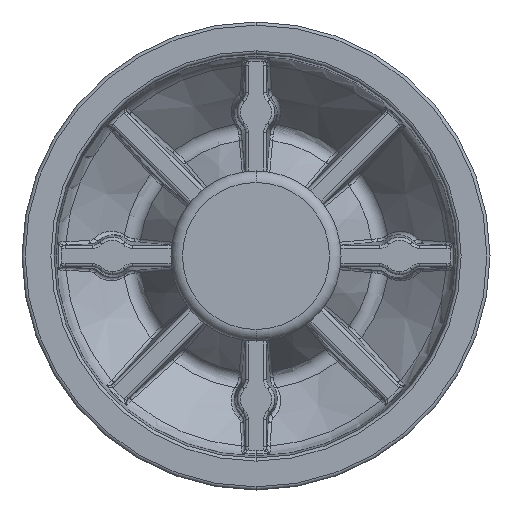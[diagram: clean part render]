
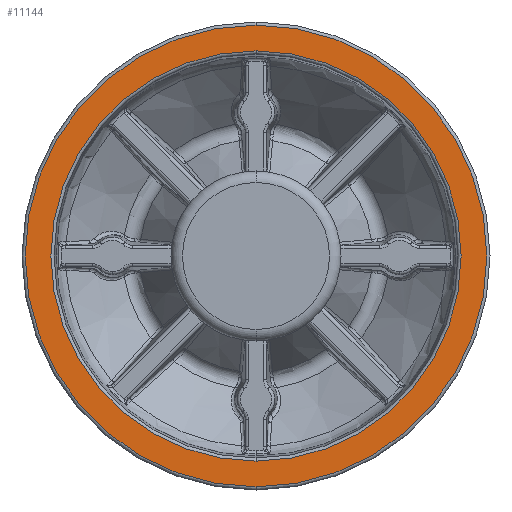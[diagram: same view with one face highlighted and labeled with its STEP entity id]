
A CAD part, front view. The second image highlights one B-rep face of the part: STEP entity #11144.
In plain terms, the highlighted planar face has unit normal (0, -1, 0).
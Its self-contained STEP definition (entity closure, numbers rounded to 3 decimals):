
#131 = CARTESIAN_POINT ( 'NONE',  ( 0., -1., 19.285 ) ) ;
#498 = CARTESIAN_POINT ( 'NONE',  ( -22., -1., 0. ) ) ;
#600 = DIRECTION ( 'NONE',  ( 0., 0., -1. ) ) ;
#643 = EDGE_CURVE ( 'NONE', #10136, #1081, #3277, .T. ) ;
#1081 = VERTEX_POINT ( 'NONE', #13604 ) ;
#1102 = CARTESIAN_POINT ( 'NONE',  ( 0., -1., -19.285 ) ) ;
#1652 = CARTESIAN_POINT ( 'NONE',  ( 0., -1., 0. ) ) ;
#2788 = DIRECTION ( 'NONE',  ( 0., 0., -1. ) ) ;
#3052 = FACE_OUTER_BOUND ( 'NONE', #6322, .T. ) ;
#3277 = CIRCLE ( 'NONE', #3825, 21.7 ) ;
#3594 = CARTESIAN_POINT ( 'NONE',  ( 0., -1., 0. ) ) ;
#3825 = AXIS2_PLACEMENT_3D ( 'NONE', #1652, #9430, #2788 ) ;
#3881 = CIRCLE ( 'NONE', #5359, 19.285 ) ;
#3904 = AXIS2_PLACEMENT_3D ( 'NONE', #3594, #11360, #4704 ) ;
#4132 = AXIS2_PLACEMENT_3D ( 'NONE', #498, #7272, #600 ) ;
#4704 = DIRECTION ( 'NONE',  ( 0., 0., -1. ) ) ;
#4868 = CARTESIAN_POINT ( 'NONE',  ( 0., -1., 0. ) ) ;
#4909 = EDGE_CURVE ( 'NONE', #7639, #6376, #13268, .T. ) ;
#5359 = AXIS2_PLACEMENT_3D ( 'NONE', #4868, #12638, #5989 ) ;
#5989 = DIRECTION ( 'NONE',  ( 0., 0., -1. ) ) ;
#6213 = DIRECTION ( 'NONE',  ( 0., -1., 0. ) ) ;
#6322 = EDGE_LOOP ( 'NONE', ( #11358, #8921 ) ) ;
#6376 = VERTEX_POINT ( 'NONE', #1102 ) ;
#6955 = CIRCLE ( 'NONE', #12384, 21.7 ) ;
#7167 = ORIENTED_EDGE ( 'NONE', *, *, #4909, .T. ) ;
#7272 = DIRECTION ( 'NONE',  ( 0., -1., 0. ) ) ;
#7293 = EDGE_LOOP ( 'NONE', ( #7888, #7167 ) ) ;
#7639 = VERTEX_POINT ( 'NONE', #131 ) ;
#7888 = ORIENTED_EDGE ( 'NONE', *, *, #13351, .T. ) ;
#8680 = EDGE_CURVE ( 'NONE', #1081, #10136, #6955, .T. ) ;
#8921 = ORIENTED_EDGE ( 'NONE', *, *, #8680, .T. ) ;
#8941 = FACE_BOUND ( 'NONE', #7293, .T. ) ;
#9430 = DIRECTION ( 'NONE',  ( 0., -1., 0. ) ) ;
#10136 = VERTEX_POINT ( 'NONE', #11310 ) ;
#11144 = ADVANCED_FACE ( 'NONE', ( #3052, #8941 ), #13951, .T. ) ;
#11310 = CARTESIAN_POINT ( 'NONE',  ( 0., -1., -21.7 ) ) ;
#11358 = ORIENTED_EDGE ( 'NONE', *, *, #643, .T. ) ;
#11360 = DIRECTION ( 'NONE',  ( 0., 1., 0. ) ) ;
#12384 = AXIS2_PLACEMENT_3D ( 'NONE', #12864, #6213, #13981 ) ;
#12638 = DIRECTION ( 'NONE',  ( 0., 1., 0. ) ) ;
#12864 = CARTESIAN_POINT ( 'NONE',  ( 0., -1., 0. ) ) ;
#13268 = CIRCLE ( 'NONE', #3904, 19.285 ) ;
#13351 = EDGE_CURVE ( 'NONE', #6376, #7639, #3881, .T. ) ;
#13604 = CARTESIAN_POINT ( 'NONE',  ( 0., -1., 21.7 ) ) ;
#13951 = PLANE ( 'NONE',  #4132 ) ;
#13981 = DIRECTION ( 'NONE',  ( 0., 0., -1. ) ) ;
